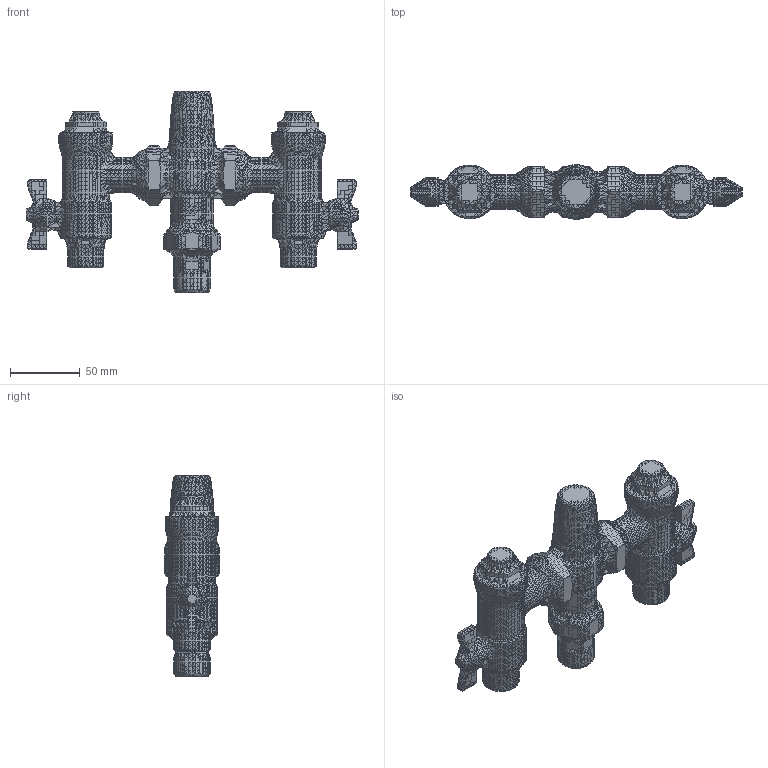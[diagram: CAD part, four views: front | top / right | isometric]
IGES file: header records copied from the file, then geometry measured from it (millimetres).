
Start section:  PTC IGES file: 252219tmf_aus (IGS).igs
Global section: file name: 252219tmf_aus (IGS).igs; native system: Creo Parametric by PTC Inc.; preprocessor: 2014500; author: mparodi; organization: Unknown; date: 20160629.133625; units: inch
Bounding box: 237.5 x 38.89 x 144.2 mm (x, y, z)
Volume: 389120.9 mm3; surface area: 55248.5 mm2
Topology: 1 solids, 1 shells, 15672 faces, 24458 edges, 8788 vertices
Faces by surface type: bspline 15672
